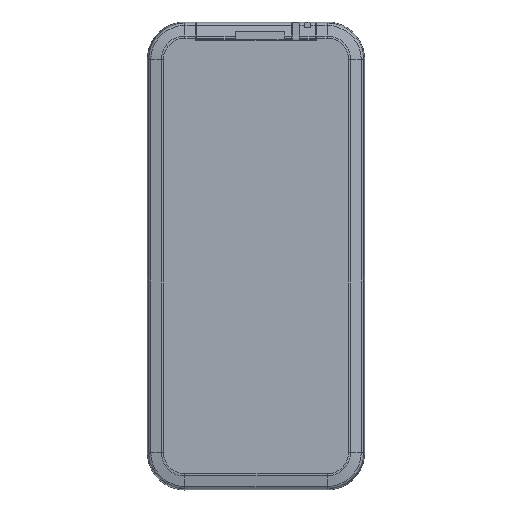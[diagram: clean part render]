
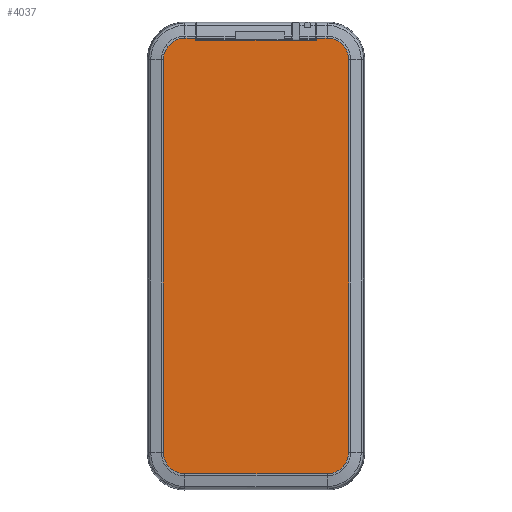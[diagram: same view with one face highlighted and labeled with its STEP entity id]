
A CAD part, top view. The second image highlights one B-rep face of the part: STEP entity #4037.
In plain terms, the highlighted planar face has unit normal (0, 0, 1).
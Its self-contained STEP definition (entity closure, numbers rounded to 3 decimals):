
#37 =( BOUNDED_CURVE ( )  B_SPLINE_CURVE ( 3, ( #2832, #4338, #987, #3604 ),
 .UNSPECIFIED., .F., .F. ) 
 B_SPLINE_CURVE_WITH_KNOTS ( ( 4, 4 ),
 ( 0., 1. ),
 .UNSPECIFIED. ) 
 CURVE ( )  GEOMETRIC_REPRESENTATION_ITEM ( )  RATIONAL_B_SPLINE_CURVE ( ( 1., 0.805, 0.805, 1. ) ) 
 REPRESENTATION_ITEM ( '' )  );
#110 = DIRECTION ( 'NONE',  ( 0., -1., 0. ) ) ;
#265 = LINE ( 'NONE', #777, #1363 ) ;
#284 = EDGE_CURVE ( 'NONE', #3558, #4179, #2047, .T. ) ;
#297 = VERTEX_POINT ( 'NONE', #3710 ) ;
#315 = LINE ( 'NONE', #4593, #4138 ) ;
#318 = VECTOR ( 'NONE', #4613, 1000. ) ;
#326 = EDGE_CURVE ( 'NONE', #618, #3897, #265, .T. ) ;
#343 = CARTESIAN_POINT ( 'NONE',  ( 0., 0., 6.5 ) ) ;
#400 = CARTESIAN_POINT ( 'NONE',  ( -1039.428, 117.637, 6.5 ) ) ;
#407 = DIRECTION ( 'NONE',  ( 1., 0., 0. ) ) ;
#500 = VERTEX_POINT ( 'NONE', #2485 ) ;
#508 = ORIENTED_EDGE ( 'NONE', *, *, #3867, .T. ) ;
#525 = ORIENTED_EDGE ( 'NONE', *, *, #1278, .F. ) ;
#582 = VECTOR ( 'NONE', #110, 1000. ) ;
#618 = VERTEX_POINT ( 'NONE', #1136 ) ;
#643 = VECTOR ( 'NONE', #2925, 1000. ) ;
#659 = CARTESIAN_POINT ( 'NONE',  ( -1041.07, 194.2, 6.5 ) ) ;
#684 = CARTESIAN_POINT ( 'NONE',  ( -1073.656, 117.637, 6.5 ) ) ;
#777 = CARTESIAN_POINT ( 'NONE',  ( -1069.692, 194.2, 6.5 ) ) ;
#783 = CARTESIAN_POINT ( 'NONE',  ( -1039.531, 116.599, 6.5 ) ) ;
#885 = ORIENTED_EDGE ( 'NONE', *, *, #1004, .F. ) ;
#910 = DIRECTION ( 'NONE',  ( 1., 0., 0. ) ) ;
#938 = VERTEX_POINT ( 'NONE', #684 ) ;
#976 = CARTESIAN_POINT ( 'NONE',  ( -1072.862, 115.201, 6.5 ) ) ;
#987 = CARTESIAN_POINT ( 'NONE',  ( -1072.014, 194.2, 6.5 ) ) ;
#989 = ORIENTED_EDGE ( 'NONE', *, *, #3270, .F. ) ;
#1004 = EDGE_CURVE ( 'NONE', #4207, #1223, #1674, .T. ) ;
#1032 = CARTESIAN_POINT ( 'NONE',  ( -1073.656, 190.237, 6.5 ) ) ;
#1077 = DIRECTION ( 'NONE',  ( 0., 0., -1. ) ) ;
#1136 = CARTESIAN_POINT ( 'NONE',  ( -1069.692, 194.2, 6.5 ) ) ;
#1149 = CARTESIAN_POINT ( 'NONE',  ( -1040.222, 115.201, 6.5 ) ) ;
#1196 = CARTESIAN_POINT ( 'NONE',  ( -1073.656, 117.118, 6.5 ) ) ;
#1223 = VERTEX_POINT ( 'NONE', #1604 ) ;
#1278 = EDGE_CURVE ( 'NONE', #297, #938, #3049, .T. ) ;
#1309 = LINE ( 'NONE', #3863, #318 ) ;
#1351 = EDGE_LOOP ( 'NONE', ( #3992, #1393, #2054, #525, #1398, #2439, #3652, #4817, #2323, #508, #885, #989 ) ) ;
#1363 = VECTOR ( 'NONE', #407, 1000. ) ;
#1376 = VERTEX_POINT ( 'NONE', #1032 ) ;
#1378 = CARTESIAN_POINT ( 'NONE',  ( -1043.392, 113.673, 6.5 ) ) ;
#1393 = ORIENTED_EDGE ( 'NONE', *, *, #3417, .F. ) ;
#1398 = ORIENTED_EDGE ( 'NONE', *, *, #3517, .F. ) ;
#1537 = CARTESIAN_POINT ( 'NONE',  ( -1041.396, 114.173, 6.5 ) ) ;
#1578 = EDGE_CURVE ( 'NONE', #500, #3558, #3699, .T. ) ;
#1597 = CARTESIAN_POINT ( 'NONE',  ( -1039.428, 192.559, 6.5 ) ) ;
#1604 = CARTESIAN_POINT ( 'NONE',  ( -1045.398, 193.762, 6.5 ) ) ;
#1620 = AXIS2_PLACEMENT_3D ( 'NONE', #343, #1077, #3685 ) ;
#1659 = LINE ( 'NONE', #2294, #3874 ) ;
#1674 = LINE ( 'NONE', #4784, #643 ) ;
#1705 = FACE_OUTER_BOUND ( 'NONE', #1351, .T. ) ;
#1738 = CARTESIAN_POINT ( 'NONE',  ( -1070.211, 113.673, 6.5 ) ) ;
#1814 = PLANE ( 'NONE',  #1620 ) ;
#1905 = CARTESIAN_POINT ( 'NONE',  ( -1042.873, 113.673, 6.5 ) ) ;
#1946 = EDGE_CURVE ( 'NONE', #4179, #2493, #4755, .T. ) ;
#1955 = CARTESIAN_POINT ( 'NONE',  ( -1070.729, 113.776, 6.5 ) ) ;
#2047 =( BOUNDED_CURVE ( )  B_SPLINE_CURVE ( 3, ( #4208, #659, #1597, #3015 ),
 .UNSPECIFIED., .F., .T. ) 
 B_SPLINE_CURVE_WITH_KNOTS ( ( 4, 4 ),
 ( 0., 1. ),
 .UNSPECIFIED. ) 
 CURVE ( )  GEOMETRIC_REPRESENTATION_ITEM ( )  RATIONAL_B_SPLINE_CURVE ( ( 1., 0.805, 0.805, 1. ) ) 
 REPRESENTATION_ITEM ( '' )  );
#2054 = ORIENTED_EDGE ( 'NONE', *, *, #3192, .F. ) ;
#2164 = EDGE_CURVE ( 'NONE', #2493, #2936, #3267, .T. ) ;
#2294 = CARTESIAN_POINT ( 'NONE',  ( -1073.656, 0., 6.5 ) ) ;
#2323 = ORIENTED_EDGE ( 'NONE', *, *, #1578, .F. ) ;
#2439 = ORIENTED_EDGE ( 'NONE', *, *, #2164, .F. ) ;
#2485 = CARTESIAN_POINT ( 'NONE',  ( -1045.398, 194.2, 6.5 ) ) ;
#2493 = VERTEX_POINT ( 'NONE', #4158 ) ;
#2560 = CARTESIAN_POINT ( 'NONE',  ( -1069.692, 113.673, 6.5 ) ) ;
#2616 = CARTESIAN_POINT ( 'NONE',  ( -1039.428, 117.118, 6.5 ) ) ;
#2725 = VECTOR ( 'NONE', #910, 1000. ) ;
#2740 = CARTESIAN_POINT ( 'NONE',  ( -1039.428, 190.237, 6.5 ) ) ;
#2832 = CARTESIAN_POINT ( 'NONE',  ( -1073.656, 190.237, 6.5 ) ) ;
#2877 = DIRECTION ( 'NONE',  ( -1., 0., 0. ) ) ;
#2880 = CARTESIAN_POINT ( 'NONE',  ( -1043.392, 113.673, 6.5 ) ) ;
#2925 = DIRECTION ( 'NONE',  ( 1., 0., 0. ) ) ;
#2936 = VERTEX_POINT ( 'NONE', #2880 ) ;
#3015 = CARTESIAN_POINT ( 'NONE',  ( -1039.428, 190.237, 6.5 ) ) ;
#3049 = B_SPLINE_CURVE_WITH_KNOTS ( 'NONE', 3,
 ( #2560, #1738, #1955, #4570, #3211, #976, #4198, #3589, #1196, #4407 ),
 .UNSPECIFIED., .F., .F.,
 ( 4, 2, 2, 2, 4 ),
 ( 0., 0.25, 0.5, 0.75, 1. ),
 .UNSPECIFIED. ) ;
#3114 = DIRECTION ( 'NONE',  ( 0., -1., 0. ) ) ;
#3192 = EDGE_CURVE ( 'NONE', #938, #1376, #1659, .T. ) ;
#3211 = CARTESIAN_POINT ( 'NONE',  ( -1072.128, 114.467, 6.5 ) ) ;
#3267 = B_SPLINE_CURVE_WITH_KNOTS ( 'NONE', 3,
 ( #400, #2616, #783, #3394, #1149, #3757, #1537, #4126, #1905, #4508 ),
 .UNSPECIFIED., .F., .F.,
 ( 4, 2, 2, 2, 4 ),
 ( 0., 0.25, 0.5, 0.75, 1. ),
 .UNSPECIFIED. ) ;
#3270 = EDGE_CURVE ( 'NONE', #3897, #4207, #1309, .T. ) ;
#3394 = CARTESIAN_POINT ( 'NONE',  ( -1039.929, 115.641, 6.5 ) ) ;
#3417 = EDGE_CURVE ( 'NONE', #1376, #618, #37, .T. ) ;
#3517 = EDGE_CURVE ( 'NONE', #2936, #297, #4685, .T. ) ;
#3558 = VERTEX_POINT ( 'NONE', #4764 ) ;
#3589 = CARTESIAN_POINT ( 'NONE',  ( -1073.552, 116.599, 6.5 ) ) ;
#3604 = CARTESIAN_POINT ( 'NONE',  ( -1069.692, 194.2, 6.5 ) ) ;
#3652 = ORIENTED_EDGE ( 'NONE', *, *, #1946, .F. ) ;
#3685 = DIRECTION ( 'NONE',  ( -1., 0., 0. ) ) ;
#3699 = LINE ( 'NONE', #4623, #2725 ) ;
#3710 = CARTESIAN_POINT ( 'NONE',  ( -1069.692, 113.673, 6.5 ) ) ;
#3757 = CARTESIAN_POINT ( 'NONE',  ( -1040.956, 114.467, 6.5 ) ) ;
#3863 = CARTESIAN_POINT ( 'NONE',  ( -1067.686, 200.358, 6.5 ) ) ;
#3867 = EDGE_CURVE ( 'NONE', #500, #1223, #315, .T. ) ;
#3868 = CARTESIAN_POINT ( 'NONE',  ( -1067.686, 194.2, 6.5 ) ) ;
#3874 = VECTOR ( 'NONE', #4177, 1000. ) ;
#3897 = VERTEX_POINT ( 'NONE', #3868 ) ;
#3992 = ORIENTED_EDGE ( 'NONE', *, *, #326, .F. ) ;
#4037 = ADVANCED_FACE ( 'NONE', ( #1705 ), #1814, .F. ) ;
#4126 = CARTESIAN_POINT ( 'NONE',  ( -1042.354, 113.776, 6.5 ) ) ;
#4138 = VECTOR ( 'NONE', #3114, 1000. ) ;
#4158 = CARTESIAN_POINT ( 'NONE',  ( -1039.428, 117.637, 6.5 ) ) ;
#4177 = DIRECTION ( 'NONE',  ( 0., 1., 0. ) ) ;
#4179 = VERTEX_POINT ( 'NONE', #2740 ) ;
#4181 = CARTESIAN_POINT ( 'NONE',  ( -1039.428, 190.237, 6.5 ) ) ;
#4198 = CARTESIAN_POINT ( 'NONE',  ( -1073.155, 115.641, 6.5 ) ) ;
#4207 = VERTEX_POINT ( 'NONE', #4612 ) ;
#4208 = CARTESIAN_POINT ( 'NONE',  ( -1043.392, 194.2, 6.5 ) ) ;
#4338 = CARTESIAN_POINT ( 'NONE',  ( -1073.656, 192.559, 6.5 ) ) ;
#4407 = CARTESIAN_POINT ( 'NONE',  ( -1073.656, 117.637, 6.5 ) ) ;
#4508 = CARTESIAN_POINT ( 'NONE',  ( -1043.392, 113.673, 6.5 ) ) ;
#4558 = VECTOR ( 'NONE', #2877, 1000. ) ;
#4570 = CARTESIAN_POINT ( 'NONE',  ( -1071.688, 114.173, 6.5 ) ) ;
#4593 = CARTESIAN_POINT ( 'NONE',  ( -1045.398, 200.358, 6.5 ) ) ;
#4613 = DIRECTION ( 'NONE',  ( 0., -1., 0. ) ) ;
#4612 = CARTESIAN_POINT ( 'NONE',  ( -1067.686, 193.762, 6.5 ) ) ;
#4623 = CARTESIAN_POINT ( 'NONE',  ( -1045.398, 194.2, 6.5 ) ) ;
#4685 = LINE ( 'NONE', #1378, #4558 ) ;
#4755 = LINE ( 'NONE', #4181, #582 ) ;
#4764 = CARTESIAN_POINT ( 'NONE',  ( -1043.392, 194.2, 6.5 ) ) ;
#4784 = CARTESIAN_POINT ( 'NONE',  ( 0., 193.762, 6.5 ) ) ;
#4817 = ORIENTED_EDGE ( 'NONE', *, *, #284, .F. ) ;
